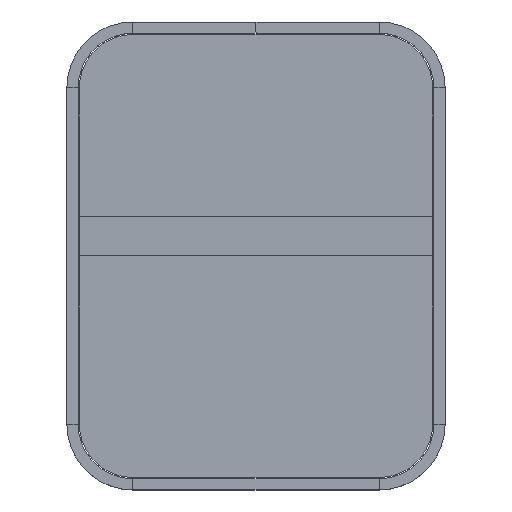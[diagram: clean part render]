
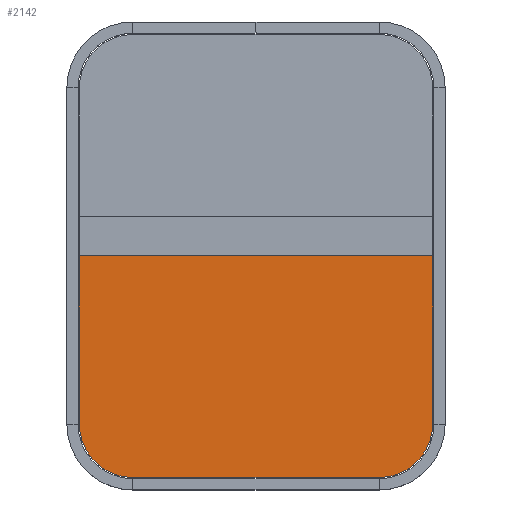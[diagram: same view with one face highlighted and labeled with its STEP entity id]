
A CAD part, top view. The second image highlights one B-rep face of the part: STEP entity #2142.
In plain terms, the highlighted planar face has unit normal (0, 0, 1).
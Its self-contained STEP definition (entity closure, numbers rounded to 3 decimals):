
#36 = VECTOR ( 'NONE', #3085, 1000. ) ;
#162 = VECTOR ( 'NONE', #187, 1000. ) ;
#187 = DIRECTION ( 'NONE',  ( 1., 0., 0. ) ) ;
#237 = EDGE_LOOP ( 'NONE', ( #752, #1241, #393, #3778, #548, #1499 ) ) ;
#271 = CARTESIAN_POINT ( 'NONE',  ( -197., -187.5, 9.5 ) ) ;
#335 = LINE ( 'NONE', #3130, #36 ) ;
#393 = ORIENTED_EDGE ( 'NONE', *, *, #497, .F. ) ;
#477 = LINE ( 'NONE', #3783, #1261 ) ;
#496 = CARTESIAN_POINT ( 'NONE',  ( 197., -260.9, 9.5 ) ) ;
#497 = EDGE_CURVE ( 'NONE', #3159, #2512, #2538, .T. ) ;
#548 = ORIENTED_EDGE ( 'NONE', *, *, #3926, .F. ) ;
#572 = VERTEX_POINT ( 'NONE', #1015 ) ;
#622 = DIRECTION ( 'NONE',  ( 0., 0., -1. ) ) ;
#626 = CARTESIAN_POINT ( 'NONE',  ( -137.5, -187.5, 9.5 ) ) ;
#701 = CARTESIAN_POINT ( 'NONE',  ( 137.5, -247., 9.5 ) ) ;
#752 = ORIENTED_EDGE ( 'NONE', *, *, #3979, .F. ) ;
#821 = DIRECTION ( 'NONE',  ( 0., -1., 0. ) ) ;
#861 = LINE ( 'NONE', #496, #2938 ) ;
#878 = CARTESIAN_POINT ( 'NONE',  ( 137.5, -187.5, 9.5 ) ) ;
#973 = DIRECTION ( 'NONE',  ( 0., 1., 0. ) ) ;
#1015 = CARTESIAN_POINT ( 'NONE',  ( -197., 0., 9.5 ) ) ;
#1241 = ORIENTED_EDGE ( 'NONE', *, *, #3402, .F. ) ;
#1261 = VECTOR ( 'NONE', #1678, 1000. ) ;
#1262 = CARTESIAN_POINT ( 'NONE',  ( 197., 0., 9.5 ) ) ;
#1406 = CARTESIAN_POINT ( 'NONE',  ( -137.5, -247., 9.5 ) ) ;
#1447 = AXIS2_PLACEMENT_3D ( 'NONE', #626, #3404, #973 ) ;
#1453 = DIRECTION ( 'NONE',  ( 0., 0., -1. ) ) ;
#1499 = ORIENTED_EDGE ( 'NONE', *, *, #3592, .F. ) ;
#1528 = CIRCLE ( 'NONE', #2357, 59.5 ) ;
#1678 = DIRECTION ( 'NONE',  ( 0., 1., 0. ) ) ;
#1840 = PLANE ( 'NONE',  #3122 ) ;
#1892 = CARTESIAN_POINT ( 'NONE',  ( 197., -187.5, 9.5 ) ) ;
#2054 = CARTESIAN_POINT ( 'NONE',  ( -137.5, 0., 9.5 ) ) ;
#2142 = ADVANCED_FACE ( 'NONE', ( #3707 ), #1840, .F. ) ;
#2276 = VERTEX_POINT ( 'NONE', #701 ) ;
#2357 = AXIS2_PLACEMENT_3D ( 'NONE', #878, #1453, #3612 ) ;
#2443 = VERTEX_POINT ( 'NONE', #1892 ) ;
#2480 = CARTESIAN_POINT ( 'NONE',  ( -137.5, -260.9, 9.5 ) ) ;
#2512 = VERTEX_POINT ( 'NONE', #271 ) ;
#2538 = CIRCLE ( 'NONE', #1447, 59.5 ) ;
#2804 = VERTEX_POINT ( 'NONE', #1262 ) ;
#2938 = VECTOR ( 'NONE', #821, 1000. ) ;
#2956 = LINE ( 'NONE', #2054, #162 ) ;
#3085 = DIRECTION ( 'NONE',  ( -1., 0., 0. ) ) ;
#3122 = AXIS2_PLACEMENT_3D ( 'NONE', #2480, #622, #3147 ) ;
#3130 = CARTESIAN_POINT ( 'NONE',  ( -137.5, -247., 9.5 ) ) ;
#3147 = DIRECTION ( 'NONE',  ( 0., 1., 0. ) ) ;
#3159 = VERTEX_POINT ( 'NONE', #1406 ) ;
#3208 = EDGE_CURVE ( 'NONE', #2276, #3159, #335, .T. ) ;
#3402 = EDGE_CURVE ( 'NONE', #2512, #572, #477, .T. ) ;
#3404 = DIRECTION ( 'NONE',  ( 0., 0., -1. ) ) ;
#3592 = EDGE_CURVE ( 'NONE', #2804, #2443, #861, .T. ) ;
#3612 = DIRECTION ( 'NONE',  ( 0., 1., 0. ) ) ;
#3707 = FACE_OUTER_BOUND ( 'NONE', #237, .T. ) ;
#3778 = ORIENTED_EDGE ( 'NONE', *, *, #3208, .F. ) ;
#3783 = CARTESIAN_POINT ( 'NONE',  ( -197., -260.9, 9.5 ) ) ;
#3926 = EDGE_CURVE ( 'NONE', #2443, #2276, #1528, .T. ) ;
#3979 = EDGE_CURVE ( 'NONE', #572, #2804, #2956, .T. ) ;
